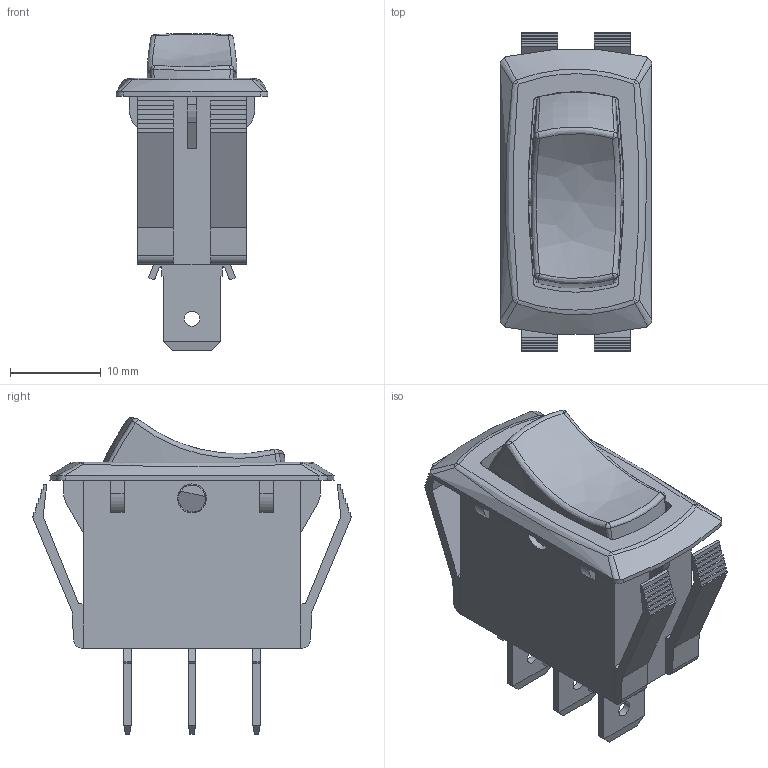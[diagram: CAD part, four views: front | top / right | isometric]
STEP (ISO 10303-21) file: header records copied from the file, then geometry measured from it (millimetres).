
FILE_DESCRIPTION(/* description */ (''),/* implementation_level */ '2;1');
FILE_NAME(/* name */ 'RSC141Dxx00-1xx.stp',/* time_stamp */ '2026-01-13T18:55:16-06:00',/* author */ ('jmeyers'),/* organization */ (''),/* preprocessor_version */ 'ST-DEVELOPER v18.1',/* originating_system */ 'Autodesk Inventor 2022',/* authorisation */ '');
FILE_SCHEMA (('AUTOMOTIVE_DESIGN { 1 0 10303 214 3 1 1 }'));
Length unit declared in the file: inch
Products named in the file (1): RSC141D1000-11x
Bounding box: 16.7 x 35.2 x 34.92 mm (x, y, z)
Volume: 3623.3 mm3; surface area: 5930.7 mm2
Topology: 5 solids, 5 shells, 303 faces, 831 edges, 540 vertices
Faces by surface type: plane 210, cylinder 59, bspline 22, sphere 8, torus 4
Full cylindrical faces by diameter (mm): 1.7 x3, 2.95 x2, 3.2 x2
Entity records: 10383 total; most frequent: CARTESIAN_POINT 2754, ORIENTED_EDGE 1662, DIRECTION 1447, EDGE_CURVE 831, LINE 603, VECTOR 603, VERTEX_POINT 540, AXIS2_PLACEMENT_3D 422
